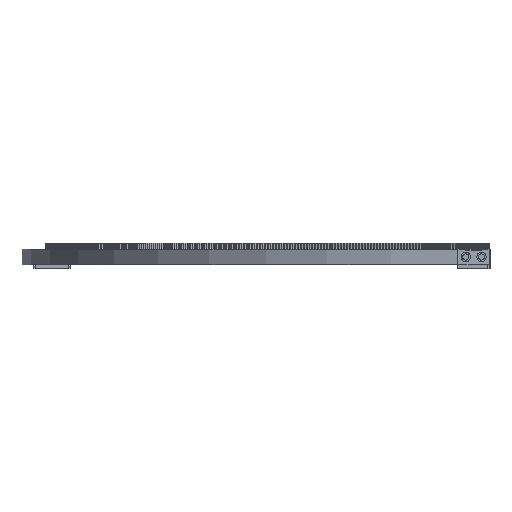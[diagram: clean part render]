
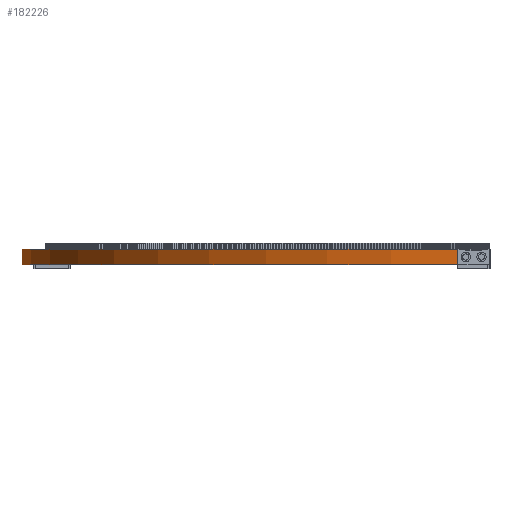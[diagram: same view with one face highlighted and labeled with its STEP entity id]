
A CAD part, left-side view. The second image highlights one B-rep face of the part: STEP entity #182226.
In plain terms, the highlighted cylindrical face has radius 239.9 mm (diameter 479.8 mm), a partial arc.
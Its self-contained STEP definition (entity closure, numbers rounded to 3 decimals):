
#284 = PLANE('',#285);
#285 = AXIS2_PLACEMENT_3D('',#286,#287,#288);
#286 = CARTESIAN_POINT('',(95.836,90.389,3.4));
#287 = DIRECTION('',(0.,0.,1.));
#288 = DIRECTION('',(0.623,0.782,0.));
#97530 = VERTEX_POINT('',#97531);
#97531 = CARTESIAN_POINT('',(103.483,119.883,3.4));
#97545 = PLANE('',#97546);
#97546 = AXIS2_PLACEMENT_3D('',#97547,#97548,#97549);
#97547 = CARTESIAN_POINT('',(103.483,136.517,-4.4));
#97548 = DIRECTION('',(-1.,0.,0.));
#97549 = DIRECTION('',(0.,0.,1.));
#97557 = EDGE_CURVE('',#97558,#97530,#97560,.T.);
#97558 = VERTEX_POINT('',#97559);
#97559 = CARTESIAN_POINT('',(-119.883,-103.483,3.4));
#97560 = SURFACE_CURVE('',#97561,(#97566,#97577),.PCURVE_S1.);
#97561 = CIRCLE('',#97562,239.9);
#97562 = AXIS2_PLACEMENT_3D('',#97563,#97564,#97565);
#97563 = CARTESIAN_POINT('',(119.483,-119.483,3.4));
#97564 = DIRECTION('',(-0.,0.,-1.));
#97565 = DIRECTION('',(-1.,0.,0.));
#97566 = PCURVE('',#284,#97567);
#97567 = DEFINITIONAL_REPRESENTATION('',(#97568),#97576);
#97568 = ( BOUNDED_CURVE() B_SPLINE_CURVE(2,(#97569,#97570,#97571,#97572
    ,#97573,#97574,#97575),.UNSPECIFIED.,.T.,.F.) 
B_SPLINE_CURVE_WITH_KNOTS((1,2,2,2,2,1),(-2.094,0.,
    2.094,4.189,6.283,8.378),
.UNSPECIFIED.) CURVE() GEOMETRIC_REPRESENTATION_ITEM() 
RATIONAL_B_SPLINE_CURVE((1.,0.5,1.,0.5,1.,0.5,1.)) REPRESENTATION_ITEM(
  '') );
#97569 = CARTESIAN_POINT('',(-298.916,38.22));
#97570 = CARTESIAN_POINT('',(25.95,297.292));
#97571 = CARTESIAN_POINT('',(87.88,-113.586));
#97572 = CARTESIAN_POINT('',(149.809,-524.464));
#97573 = CARTESIAN_POINT('',(-236.986,-372.658));
#97574 = CARTESIAN_POINT('',(-623.782,-220.851));
#97575 = CARTESIAN_POINT('',(-298.916,38.22));
#97576 = ( GEOMETRIC_REPRESENTATION_CONTEXT(2) 
PARAMETRIC_REPRESENTATION_CONTEXT() REPRESENTATION_CONTEXT('2D SPACE',''
  ) );
#97577 = PCURVE('',#97578,#97583);
#97578 = CYLINDRICAL_SURFACE('',#97579,239.9);
#97579 = AXIS2_PLACEMENT_3D('',#97580,#97581,#97582);
#97580 = CARTESIAN_POINT('',(119.483,-119.483,-4.4));
#97581 = DIRECTION('',(0.,-0.,1.));
#97582 = DIRECTION('',(-1.,0.,0.));
#97583 = DEFINITIONAL_REPRESENTATION('',(#97584),#97588);
#97584 = LINE('',#97585,#97586);
#97585 = CARTESIAN_POINT('',(-0.,7.8));
#97586 = VECTOR('',#97587,1.);
#97587 = DIRECTION('',(-1.,0.));
#97588 = ( GEOMETRIC_REPRESENTATION_CONTEXT(2) 
PARAMETRIC_REPRESENTATION_CONTEXT() REPRESENTATION_CONTEXT('2D SPACE',''
  ) );
#97606 = PLANE('',#97607);
#97607 = AXIS2_PLACEMENT_3D('',#97608,#97609,#97610);
#97608 = CARTESIAN_POINT('',(-72.517,-103.483,-4.4));
#97609 = DIRECTION('',(0.,1.,0.));
#97610 = DIRECTION('',(0.,0.,1.));
#181730 = PLANE('',#181731);
#181731 = AXIS2_PLACEMENT_3D('',#181732,#181733,#181734);
#181732 = CARTESIAN_POINT('',(-38.909,38.909,-4.4));
#181733 = DIRECTION('',(0.,-0.,1.));
#181734 = DIRECTION('',(0.707,0.707,0.));
#182184 = VERTEX_POINT('',#182185);
#182185 = CARTESIAN_POINT('',(-119.883,-103.483,-4.4));
#182206 = EDGE_CURVE('',#182184,#97558,#182207,.T.);
#182207 = SURFACE_CURVE('',#182208,(#182212,#182219),.PCURVE_S1.);
#182208 = LINE('',#182209,#182210);
#182209 = CARTESIAN_POINT('',(-119.883,-103.483,-4.4));
#182210 = VECTOR('',#182211,1.);
#182211 = DIRECTION('',(0.,-0.,1.));
#182212 = PCURVE('',#97606,#182213);
#182213 = DEFINITIONAL_REPRESENTATION('',(#182214),#182218);
#182214 = LINE('',#182215,#182216);
#182215 = CARTESIAN_POINT('',(0.,-47.366));
#182216 = VECTOR('',#182217,1.);
#182217 = DIRECTION('',(1.,0.));
#182218 = ( GEOMETRIC_REPRESENTATION_CONTEXT(2) 
PARAMETRIC_REPRESENTATION_CONTEXT() REPRESENTATION_CONTEXT('2D SPACE',''
  ) );
#182219 = PCURVE('',#97578,#182220);
#182220 = DEFINITIONAL_REPRESENTATION('',(#182221),#182225);
#182221 = LINE('',#182222,#182223);
#182222 = CARTESIAN_POINT('',(-0.067,0.));
#182223 = VECTOR('',#182224,1.);
#182224 = DIRECTION('',(-0.,1.));
#182225 = ( GEOMETRIC_REPRESENTATION_CONTEXT(2) 
PARAMETRIC_REPRESENTATION_CONTEXT() REPRESENTATION_CONTEXT('2D SPACE',''
  ) );
#182226 = ADVANCED_FACE('',(#182227),#97578,.T.);
#182227 = FACE_BOUND('',#182228,.F.);
#182228 = EDGE_LOOP('',(#182229,#182230,#182258,#182279));
#182229 = ORIENTED_EDGE('',*,*,#182206,.F.);
#182230 = ORIENTED_EDGE('',*,*,#182231,.T.);
#182231 = EDGE_CURVE('',#182184,#182232,#182234,.T.);
#182232 = VERTEX_POINT('',#182233);
#182233 = CARTESIAN_POINT('',(103.483,119.883,-4.4));
#182234 = SURFACE_CURVE('',#182235,(#182240,#182247),.PCURVE_S1.);
#182235 = CIRCLE('',#182236,239.9);
#182236 = AXIS2_PLACEMENT_3D('',#182237,#182238,#182239);
#182237 = CARTESIAN_POINT('',(119.483,-119.483,-4.4));
#182238 = DIRECTION('',(-0.,0.,-1.));
#182239 = DIRECTION('',(-1.,0.,0.));
#182240 = PCURVE('',#97578,#182241);
#182241 = DEFINITIONAL_REPRESENTATION('',(#182242),#182246);
#182242 = LINE('',#182243,#182244);
#182243 = CARTESIAN_POINT('',(-0.,0.));
#182244 = VECTOR('',#182245,1.);
#182245 = DIRECTION('',(-1.,0.));
#182246 = ( GEOMETRIC_REPRESENTATION_CONTEXT(2) 
PARAMETRIC_REPRESENTATION_CONTEXT() REPRESENTATION_CONTEXT('2D SPACE',''
  ) );
#182247 = PCURVE('',#181730,#182248);
#182248 = DEFINITIONAL_REPRESENTATION('',(#182249),#182257);
#182249 = ( BOUNDED_CURVE() B_SPLINE_CURVE(2,(#182250,#182251,#182252,
    #182253,#182254,#182255,#182256),.UNSPECIFIED.,.T.,.F.) 
B_SPLINE_CURVE_WITH_KNOTS((1,2,2,2,2,1),(-2.094,0.,
    2.094,4.189,6.283,8.378),
.UNSPECIFIED.) CURVE() GEOMETRIC_REPRESENTATION_ITEM() 
RATIONAL_B_SPLINE_CURVE((1.,0.5,1.,0.5,1.,0.5,1.)) REPRESENTATION_ITEM(
  '') );
#182250 = CARTESIAN_POINT('',(-169.635,-54.365));
#182251 = CARTESIAN_POINT('',(124.181,239.451));
#182252 = CARTESIAN_POINT('',(231.726,-161.909));
#182253 = CARTESIAN_POINT('',(339.27,-563.27));
#182254 = CARTESIAN_POINT('',(-62.091,-455.726));
#182255 = CARTESIAN_POINT('',(-463.451,-348.181));
#182256 = CARTESIAN_POINT('',(-169.635,-54.365));
#182257 = ( GEOMETRIC_REPRESENTATION_CONTEXT(2) 
PARAMETRIC_REPRESENTATION_CONTEXT() REPRESENTATION_CONTEXT('2D SPACE',''
  ) );
#182258 = ORIENTED_EDGE('',*,*,#182259,.T.);
#182259 = EDGE_CURVE('',#182232,#97530,#182260,.T.);
#182260 = SURFACE_CURVE('',#182261,(#182265,#182272),.PCURVE_S1.);
#182261 = LINE('',#182262,#182263);
#182262 = CARTESIAN_POINT('',(103.483,119.883,-4.4));
#182263 = VECTOR('',#182264,1.);
#182264 = DIRECTION('',(0.,-0.,1.));
#182265 = PCURVE('',#97578,#182266);
#182266 = DEFINITIONAL_REPRESENTATION('',(#182267),#182271);
#182267 = LINE('',#182268,#182269);
#182268 = CARTESIAN_POINT('',(-1.504,0.));
#182269 = VECTOR('',#182270,1.);
#182270 = DIRECTION('',(-0.,1.));
#182271 = ( GEOMETRIC_REPRESENTATION_CONTEXT(2) 
PARAMETRIC_REPRESENTATION_CONTEXT() REPRESENTATION_CONTEXT('2D SPACE',''
  ) );
#182272 = PCURVE('',#97545,#182273);
#182273 = DEFINITIONAL_REPRESENTATION('',(#182274),#182278);
#182274 = LINE('',#182275,#182276);
#182275 = CARTESIAN_POINT('',(0.,-16.634));
#182276 = VECTOR('',#182277,1.);
#182277 = DIRECTION('',(1.,0.));
#182278 = ( GEOMETRIC_REPRESENTATION_CONTEXT(2) 
PARAMETRIC_REPRESENTATION_CONTEXT() REPRESENTATION_CONTEXT('2D SPACE',''
  ) );
#182279 = ORIENTED_EDGE('',*,*,#97557,.F.);
